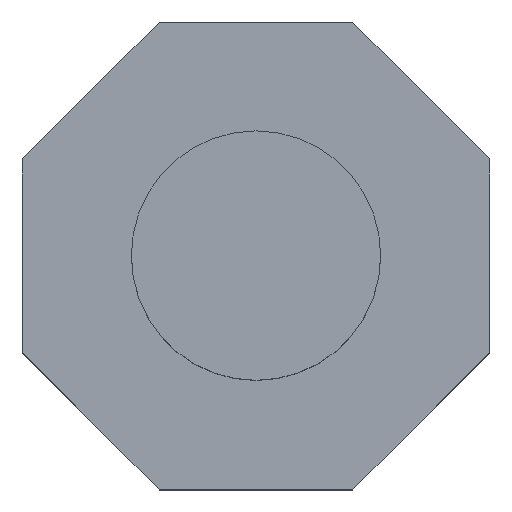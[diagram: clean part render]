
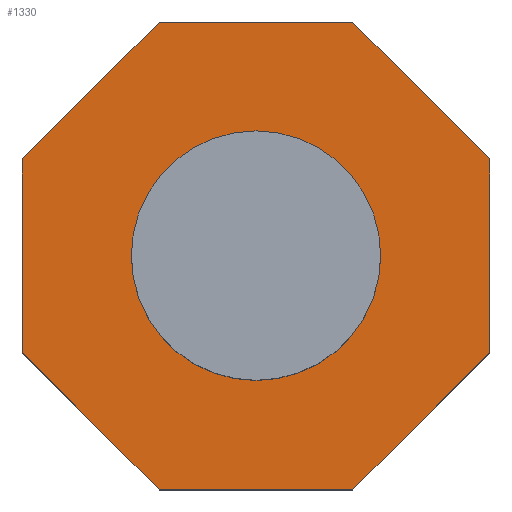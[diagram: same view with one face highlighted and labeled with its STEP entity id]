
A CAD part, top view. The second image highlights one B-rep face of the part: STEP entity #1330.
In plain terms, the highlighted planar face has unit normal (0, 0, 1).
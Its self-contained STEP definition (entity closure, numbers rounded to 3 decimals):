
#708 = VERTEX_POINT('',#709);
#709 = CARTESIAN_POINT('',(-3.,1.243,0.1));
#716 = PLANE('',#717);
#717 = AXIS2_PLACEMENT_3D('',#718,#719,#720);
#718 = CARTESIAN_POINT('',(-3.,1.243,0.));
#719 = DIRECTION('',(-0.707,0.707,0.));
#720 = DIRECTION('',(0.707,0.707,0.));
#728 = PLANE('',#729);
#729 = AXIS2_PLACEMENT_3D('',#730,#731,#732);
#730 = CARTESIAN_POINT('',(-3.,-1.243,0.));
#731 = DIRECTION('',(-1.,0.,0.));
#732 = DIRECTION('',(0.,1.,0.));
#740 = EDGE_CURVE('',#708,#741,#743,.T.);
#741 = VERTEX_POINT('',#742);
#742 = CARTESIAN_POINT('',(-1.243,3.,0.1));
#743 = SURFACE_CURVE('',#744,(#748,#755),.PCURVE_S1.);
#744 = LINE('',#745,#746);
#745 = CARTESIAN_POINT('',(-3.,1.243,0.1));
#746 = VECTOR('',#747,1.);
#747 = DIRECTION('',(0.707,0.707,0.));
#748 = PCURVE('',#716,#749);
#749 = DEFINITIONAL_REPRESENTATION('',(#750),#754);
#750 = LINE('',#751,#752);
#751 = CARTESIAN_POINT('',(0.,-0.1));
#752 = VECTOR('',#753,1.);
#753 = DIRECTION('',(1.,0.));
#754 = ( GEOMETRIC_REPRESENTATION_CONTEXT(2) 
PARAMETRIC_REPRESENTATION_CONTEXT() REPRESENTATION_CONTEXT('2D SPACE',''
  ) );
#755 = PCURVE('',#756,#761);
#756 = PLANE('',#757);
#757 = AXIS2_PLACEMENT_3D('',#758,#759,#760);
#758 = CARTESIAN_POINT('',(0.,0.,0.1)
  );
#759 = DIRECTION('',(-0.,-0.,-1.));
#760 = DIRECTION('',(-1.,0.,0.));
#761 = DEFINITIONAL_REPRESENTATION('',(#762),#766);
#762 = LINE('',#763,#764);
#763 = CARTESIAN_POINT('',(3.,1.243));
#764 = VECTOR('',#765,1.);
#765 = DIRECTION('',(-0.707,0.707));
#766 = ( GEOMETRIC_REPRESENTATION_CONTEXT(2) 
PARAMETRIC_REPRESENTATION_CONTEXT() REPRESENTATION_CONTEXT('2D SPACE',''
  ) );
#784 = PLANE('',#785);
#785 = AXIS2_PLACEMENT_3D('',#786,#787,#788);
#786 = CARTESIAN_POINT('',(-1.243,3.,0.));
#787 = DIRECTION('',(0.,1.,0.));
#788 = DIRECTION('',(1.,0.,0.));
#826 = EDGE_CURVE('',#741,#827,#829,.T.);
#827 = VERTEX_POINT('',#828);
#828 = CARTESIAN_POINT('',(1.243,3.,0.1));
#829 = SURFACE_CURVE('',#830,(#834,#841),.PCURVE_S1.);
#830 = LINE('',#831,#832);
#831 = CARTESIAN_POINT('',(-1.243,3.,0.1));
#832 = VECTOR('',#833,1.);
#833 = DIRECTION('',(1.,0.,0.));
#834 = PCURVE('',#784,#835);
#835 = DEFINITIONAL_REPRESENTATION('',(#836),#840);
#836 = LINE('',#837,#838);
#837 = CARTESIAN_POINT('',(0.,-0.1));
#838 = VECTOR('',#839,1.);
#839 = DIRECTION('',(1.,0.));
#840 = ( GEOMETRIC_REPRESENTATION_CONTEXT(2) 
PARAMETRIC_REPRESENTATION_CONTEXT() REPRESENTATION_CONTEXT('2D SPACE',''
  ) );
#841 = PCURVE('',#756,#842);
#842 = DEFINITIONAL_REPRESENTATION('',(#843),#847);
#843 = LINE('',#844,#845);
#844 = CARTESIAN_POINT('',(1.243,3.));
#845 = VECTOR('',#846,1.);
#846 = DIRECTION('',(-1.,0.));
#847 = ( GEOMETRIC_REPRESENTATION_CONTEXT(2) 
PARAMETRIC_REPRESENTATION_CONTEXT() REPRESENTATION_CONTEXT('2D SPACE',''
  ) );
#865 = PLANE('',#866);
#866 = AXIS2_PLACEMENT_3D('',#867,#868,#869);
#867 = CARTESIAN_POINT('',(1.243,3.,0.));
#868 = DIRECTION('',(0.707,0.707,0.));
#869 = DIRECTION('',(0.707,-0.707,0.));
#902 = EDGE_CURVE('',#827,#903,#905,.T.);
#903 = VERTEX_POINT('',#904);
#904 = CARTESIAN_POINT('',(3.,1.243,0.1));
#905 = SURFACE_CURVE('',#906,(#910,#917),.PCURVE_S1.);
#906 = LINE('',#907,#908);
#907 = CARTESIAN_POINT('',(1.243,3.,0.1));
#908 = VECTOR('',#909,1.);
#909 = DIRECTION('',(0.707,-0.707,0.));
#910 = PCURVE('',#865,#911);
#911 = DEFINITIONAL_REPRESENTATION('',(#912),#916);
#912 = LINE('',#913,#914);
#913 = CARTESIAN_POINT('',(0.,-0.1));
#914 = VECTOR('',#915,1.);
#915 = DIRECTION('',(1.,0.));
#916 = ( GEOMETRIC_REPRESENTATION_CONTEXT(2) 
PARAMETRIC_REPRESENTATION_CONTEXT() REPRESENTATION_CONTEXT('2D SPACE',''
  ) );
#917 = PCURVE('',#756,#918);
#918 = DEFINITIONAL_REPRESENTATION('',(#919),#923);
#919 = LINE('',#920,#921);
#920 = CARTESIAN_POINT('',(-1.243,3.));
#921 = VECTOR('',#922,1.);
#922 = DIRECTION('',(-0.707,-0.707));
#923 = ( GEOMETRIC_REPRESENTATION_CONTEXT(2) 
PARAMETRIC_REPRESENTATION_CONTEXT() REPRESENTATION_CONTEXT('2D SPACE',''
  ) );
#941 = PLANE('',#942);
#942 = AXIS2_PLACEMENT_3D('',#943,#944,#945);
#943 = CARTESIAN_POINT('',(3.,1.243,0.));
#944 = DIRECTION('',(1.,0.,0.));
#945 = DIRECTION('',(0.,-1.,0.));
#978 = EDGE_CURVE('',#903,#979,#981,.T.);
#979 = VERTEX_POINT('',#980);
#980 = CARTESIAN_POINT('',(3.,-1.243,0.1));
#981 = SURFACE_CURVE('',#982,(#986,#993),.PCURVE_S1.);
#982 = LINE('',#983,#984);
#983 = CARTESIAN_POINT('',(3.,1.243,0.1));
#984 = VECTOR('',#985,1.);
#985 = DIRECTION('',(0.,-1.,0.));
#986 = PCURVE('',#941,#987);
#987 = DEFINITIONAL_REPRESENTATION('',(#988),#992);
#988 = LINE('',#989,#990);
#989 = CARTESIAN_POINT('',(0.,-0.1));
#990 = VECTOR('',#991,1.);
#991 = DIRECTION('',(1.,0.));
#992 = ( GEOMETRIC_REPRESENTATION_CONTEXT(2) 
PARAMETRIC_REPRESENTATION_CONTEXT() REPRESENTATION_CONTEXT('2D SPACE',''
  ) );
#993 = PCURVE('',#756,#994);
#994 = DEFINITIONAL_REPRESENTATION('',(#995),#999);
#995 = LINE('',#996,#997);
#996 = CARTESIAN_POINT('',(-3.,1.243));
#997 = VECTOR('',#998,1.);
#998 = DIRECTION('',(0.,-1.));
#999 = ( GEOMETRIC_REPRESENTATION_CONTEXT(2) 
PARAMETRIC_REPRESENTATION_CONTEXT() REPRESENTATION_CONTEXT('2D SPACE',''
  ) );
#1017 = PLANE('',#1018);
#1018 = AXIS2_PLACEMENT_3D('',#1019,#1020,#1021);
#1019 = CARTESIAN_POINT('',(3.,-1.243,0.));
#1020 = DIRECTION('',(0.707,-0.707,0.));
#1021 = DIRECTION('',(-0.707,-0.707,0.));
#1054 = EDGE_CURVE('',#979,#1055,#1057,.T.);
#1055 = VERTEX_POINT('',#1056);
#1056 = CARTESIAN_POINT('',(1.243,-3.,0.1));
#1057 = SURFACE_CURVE('',#1058,(#1062,#1069),.PCURVE_S1.);
#1058 = LINE('',#1059,#1060);
#1059 = CARTESIAN_POINT('',(3.,-1.243,0.1));
#1060 = VECTOR('',#1061,1.);
#1061 = DIRECTION('',(-0.707,-0.707,0.));
#1062 = PCURVE('',#1017,#1063);
#1063 = DEFINITIONAL_REPRESENTATION('',(#1064),#1068);
#1064 = LINE('',#1065,#1066);
#1065 = CARTESIAN_POINT('',(0.,-0.1));
#1066 = VECTOR('',#1067,1.);
#1067 = DIRECTION('',(1.,-0.));
#1068 = ( GEOMETRIC_REPRESENTATION_CONTEXT(2) 
PARAMETRIC_REPRESENTATION_CONTEXT() REPRESENTATION_CONTEXT('2D SPACE',''
  ) );
#1069 = PCURVE('',#756,#1070);
#1070 = DEFINITIONAL_REPRESENTATION('',(#1071),#1075);
#1071 = LINE('',#1072,#1073);
#1072 = CARTESIAN_POINT('',(-3.,-1.243));
#1073 = VECTOR('',#1074,1.);
#1074 = DIRECTION('',(0.707,-0.707));
#1075 = ( GEOMETRIC_REPRESENTATION_CONTEXT(2) 
PARAMETRIC_REPRESENTATION_CONTEXT() REPRESENTATION_CONTEXT('2D SPACE',''
  ) );
#1093 = PLANE('',#1094);
#1094 = AXIS2_PLACEMENT_3D('',#1095,#1096,#1097);
#1095 = CARTESIAN_POINT('',(1.243,-3.,0.));
#1096 = DIRECTION('',(0.,-1.,0.));
#1097 = DIRECTION('',(-1.,0.,0.));
#1130 = EDGE_CURVE('',#1055,#1131,#1133,.T.);
#1131 = VERTEX_POINT('',#1132);
#1132 = CARTESIAN_POINT('',(-1.243,-3.,0.1));
#1133 = SURFACE_CURVE('',#1134,(#1138,#1145),.PCURVE_S1.);
#1134 = LINE('',#1135,#1136);
#1135 = CARTESIAN_POINT('',(1.243,-3.,0.1));
#1136 = VECTOR('',#1137,1.);
#1137 = DIRECTION('',(-1.,0.,0.));
#1138 = PCURVE('',#1093,#1139);
#1139 = DEFINITIONAL_REPRESENTATION('',(#1140),#1144);
#1140 = LINE('',#1141,#1142);
#1141 = CARTESIAN_POINT('',(0.,-0.1));
#1142 = VECTOR('',#1143,1.);
#1143 = DIRECTION('',(1.,0.));
#1144 = ( GEOMETRIC_REPRESENTATION_CONTEXT(2) 
PARAMETRIC_REPRESENTATION_CONTEXT() REPRESENTATION_CONTEXT('2D SPACE',''
  ) );
#1145 = PCURVE('',#756,#1146);
#1146 = DEFINITIONAL_REPRESENTATION('',(#1147),#1151);
#1147 = LINE('',#1148,#1149);
#1148 = CARTESIAN_POINT('',(-1.243,-3.));
#1149 = VECTOR('',#1150,1.);
#1150 = DIRECTION('',(1.,0.));
#1151 = ( GEOMETRIC_REPRESENTATION_CONTEXT(2) 
PARAMETRIC_REPRESENTATION_CONTEXT() REPRESENTATION_CONTEXT('2D SPACE',''
  ) );
#1169 = PLANE('',#1170);
#1170 = AXIS2_PLACEMENT_3D('',#1171,#1172,#1173);
#1171 = CARTESIAN_POINT('',(-1.243,-3.,0.));
#1172 = DIRECTION('',(-0.707,-0.707,0.));
#1173 = DIRECTION('',(-0.707,0.707,0.));
#1206 = EDGE_CURVE('',#1131,#1207,#1209,.T.);
#1207 = VERTEX_POINT('',#1208);
#1208 = CARTESIAN_POINT('',(-3.,-1.243,0.1));
#1209 = SURFACE_CURVE('',#1210,(#1214,#1221),.PCURVE_S1.);
#1210 = LINE('',#1211,#1212);
#1211 = CARTESIAN_POINT('',(-1.243,-3.,0.1));
#1212 = VECTOR('',#1213,1.);
#1213 = DIRECTION('',(-0.707,0.707,0.));
#1214 = PCURVE('',#1169,#1215);
#1215 = DEFINITIONAL_REPRESENTATION('',(#1216),#1220);
#1216 = LINE('',#1217,#1218);
#1217 = CARTESIAN_POINT('',(0.,-0.1));
#1218 = VECTOR('',#1219,1.);
#1219 = DIRECTION('',(1.,0.));
#1220 = ( GEOMETRIC_REPRESENTATION_CONTEXT(2) 
PARAMETRIC_REPRESENTATION_CONTEXT() REPRESENTATION_CONTEXT('2D SPACE',''
  ) );
#1221 = PCURVE('',#756,#1222);
#1222 = DEFINITIONAL_REPRESENTATION('',(#1223),#1227);
#1223 = LINE('',#1224,#1225);
#1224 = CARTESIAN_POINT('',(1.243,-3.));
#1225 = VECTOR('',#1226,1.);
#1226 = DIRECTION('',(0.707,0.707));
#1227 = ( GEOMETRIC_REPRESENTATION_CONTEXT(2) 
PARAMETRIC_REPRESENTATION_CONTEXT() REPRESENTATION_CONTEXT('2D SPACE',''
  ) );
#1277 = EDGE_CURVE('',#1207,#708,#1278,.T.);
#1278 = SURFACE_CURVE('',#1279,(#1283,#1290),.PCURVE_S1.);
#1279 = LINE('',#1280,#1281);
#1280 = CARTESIAN_POINT('',(-3.,-1.243,0.1));
#1281 = VECTOR('',#1282,1.);
#1282 = DIRECTION('',(0.,1.,0.));
#1283 = PCURVE('',#728,#1284);
#1284 = DEFINITIONAL_REPRESENTATION('',(#1285),#1289);
#1285 = LINE('',#1286,#1287);
#1286 = CARTESIAN_POINT('',(0.,-0.1));
#1287 = VECTOR('',#1288,1.);
#1288 = DIRECTION('',(1.,0.));
#1289 = ( GEOMETRIC_REPRESENTATION_CONTEXT(2) 
PARAMETRIC_REPRESENTATION_CONTEXT() REPRESENTATION_CONTEXT('2D SPACE',''
  ) );
#1290 = PCURVE('',#756,#1291);
#1291 = DEFINITIONAL_REPRESENTATION('',(#1292),#1296);
#1292 = LINE('',#1293,#1294);
#1293 = CARTESIAN_POINT('',(3.,-1.243));
#1294 = VECTOR('',#1295,1.);
#1295 = DIRECTION('',(0.,1.));
#1296 = ( GEOMETRIC_REPRESENTATION_CONTEXT(2) 
PARAMETRIC_REPRESENTATION_CONTEXT() REPRESENTATION_CONTEXT('2D SPACE',''
  ) );
#1330 = ADVANCED_FACE('',(#1331),#756,.F.);
#1331 = FACE_BOUND('',#1332,.F.);
#1332 = EDGE_LOOP('',(#1333,#1334,#1335,#1336,#1337,#1338,#1339,#1340));
#1333 = ORIENTED_EDGE('',*,*,#740,.T.);
#1334 = ORIENTED_EDGE('',*,*,#826,.T.);
#1335 = ORIENTED_EDGE('',*,*,#902,.T.);
#1336 = ORIENTED_EDGE('',*,*,#978,.T.);
#1337 = ORIENTED_EDGE('',*,*,#1054,.T.);
#1338 = ORIENTED_EDGE('',*,*,#1130,.T.);
#1339 = ORIENTED_EDGE('',*,*,#1206,.T.);
#1340 = ORIENTED_EDGE('',*,*,#1277,.T.);
